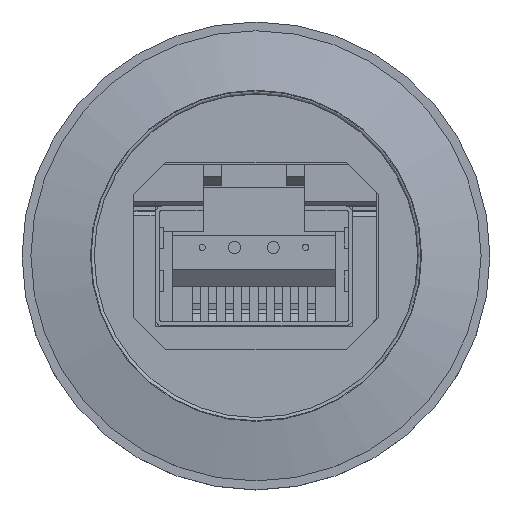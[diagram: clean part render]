
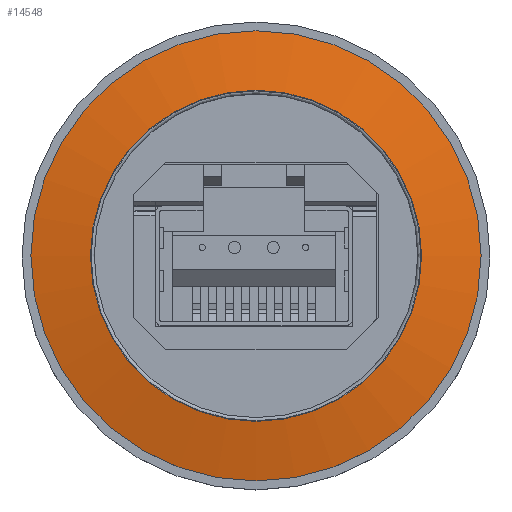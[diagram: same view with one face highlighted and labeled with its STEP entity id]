
A CAD part, top view. The second image highlights one B-rep face of the part: STEP entity #14548.
In plain terms, the highlighted conical face has half-angle 78.5 degrees and reference radius 12.107 mm.
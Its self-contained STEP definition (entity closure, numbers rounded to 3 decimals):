
#14=CONICAL_SURFACE($,#15612,12.107,78.5);
#442=FACE_BOUND($,#2189,.T.);
#1383=FACE_OUTER_BOUND($,#2188,.T.);
#2188=EDGE_LOOP($,(#13343));
#2189=EDGE_LOOP($,(#13344));
#2497=CIRCLE($,#15559,10.264);
#2511=CIRCLE($,#15611,13.95);
#6954=VERTEX_POINT($,#25776);
#6975=VERTEX_POINT($,#29388);
#9006=EDGE_CURVE($,#6954,#6954,#2497,.T.);
#9101=EDGE_CURVE($,#6975,#6975,#2511,.T.);
#13343=ORIENTED_EDGE($,*,*,#9006,.F.);
#13344=ORIENTED_EDGE($,*,*,#9101,.T.);
#14548=ADVANCED_FACE($,(#1383,#442),#14,.T.);
#15559=AXIS2_PLACEMENT_3D($,#25777,#19135,#19136);
#15611=AXIS2_PLACEMENT_3D($,#29389,#19248,#19249);
#15612=AXIS2_PLACEMENT_3D($,#29390,#19250,#19251);
#19135=DIRECTION('center_axis',(0.,0.,1.));
#19136=DIRECTION('ref_axis',(1.,0.,0.));
#19248=DIRECTION('center_axis',(0.,0.,1.));
#19249=DIRECTION('ref_axis',(1.,0.,0.));
#19250=DIRECTION('center_axis',(0.,0.,-1.));
#19251=DIRECTION('ref_axis',(1.,0.,0.));
#25776=CARTESIAN_POINT('',(10.264,0.,1.5));
#25777=CARTESIAN_POINT('Origin',(0.,0.,
1.5));
#29388=CARTESIAN_POINT('',(13.95,0.,0.75));
#29389=CARTESIAN_POINT('Origin',(0.,0.,
0.75));
#29390=CARTESIAN_POINT('Origin',(0.,0.,
1.125));
